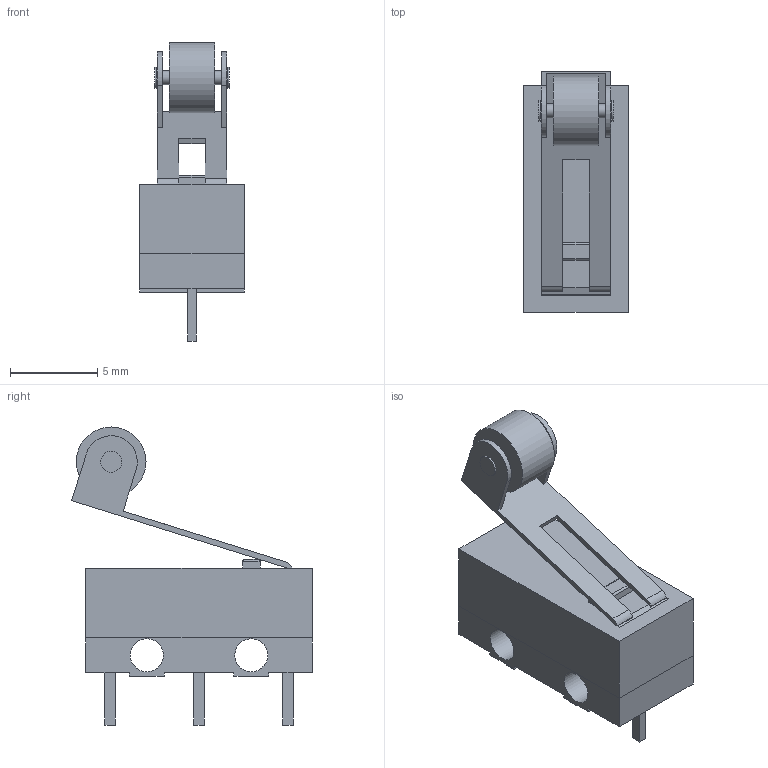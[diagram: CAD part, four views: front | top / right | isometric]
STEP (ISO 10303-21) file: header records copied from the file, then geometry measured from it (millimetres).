
FILE_DESCRIPTION(/* description */ (''),/* implementation_level */ '2;1');
FILE_NAME(/* name */ 'limit switch.step',/* time_stamp */ '2022-12-21T16:53:07+10:00',/* author */ (''),/* organization */ (''),/* preprocessor_version */ 'ST-DEVELOPER v19.2',/* originating_system */ 'Autodesk Translation Framework v11.17.0.187',/* authorisation */ '');
FILE_SCHEMA (('AUTOMOTIVE_DESIGN { 1 0 10303 214 3 1 1 }'));
Length unit declared in the file: millimetre
Products named in the file (1): кнопка
Bounding box: 6 x 13.81 x 17.1 mm (x, y, z)
Volume: 494.1 mm3; surface area: 860.8 mm2
Topology: 9 solids, 9 shells, 89 faces, 200 edges, 132 vertices
Faces by surface type: plane 72, cylinder 17
Full cylindrical faces by diameter (mm): 0.8 x1, 1 x3, 1.2 x2, 1.9 x2, 4 x1
Entity records: 2525 total; most frequent: CARTESIAN_POINT 422, DIRECTION 410, ORIENTED_EDGE 400, EDGE_CURVE 200, LINE 170, VECTOR 170, VERTEX_POINT 132, AXIS2_PLACEMENT_3D 120
